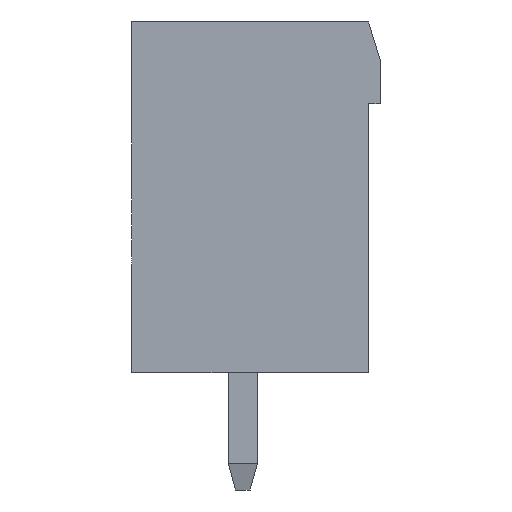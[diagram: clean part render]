
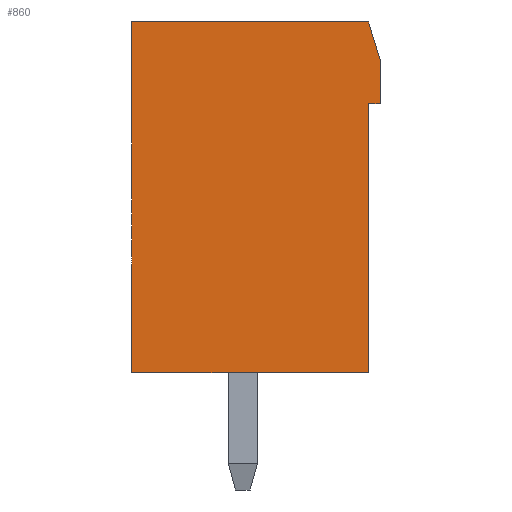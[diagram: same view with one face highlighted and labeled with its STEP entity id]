
A CAD part, left-side view. The second image highlights one B-rep face of the part: STEP entity #860.
In plain terms, the highlighted planar face has unit normal (-1, 0, 0).
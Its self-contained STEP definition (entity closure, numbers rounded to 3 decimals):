
#860 = ADVANCED_FACE( '', ( #2026 ), #2027, .T. );
#2026 = FACE_OUTER_BOUND( '', #3569, .T. );
#2027 = PLANE( '', #3570 );
#3569 = EDGE_LOOP( '', ( #5736, #5737, #5738, #5739, #5740, #5741, #5742 ) );
#3570 = AXIS2_PLACEMENT_3D( '', #5743, #5744, #5745 );
#5736 = ORIENTED_EDGE( '', *, *, #10142, .T. );
#5737 = ORIENTED_EDGE( '', *, *, #9673, .T. );
#5738 = ORIENTED_EDGE( '', *, *, #9779, .T. );
#5739 = ORIENTED_EDGE( '', *, *, #10143, .T. );
#5740 = ORIENTED_EDGE( '', *, *, #10144, .T. );
#5741 = ORIENTED_EDGE( '', *, *, #10145, .T. );
#5742 = ORIENTED_EDGE( '', *, *, #10146, .T. );
#5743 = CARTESIAN_POINT( '', ( -36.56, 0., 0. ) );
#5744 = DIRECTION( '', ( -1., 0., 0. ) );
#5745 = DIRECTION( '', ( 0., 0., 1. ) );
#9673 = EDGE_CURVE( '', #11665, #11663, #11666, .T. );
#9779 = EDGE_CURVE( '', #11663, #11853, #11854, .T. );
#10142 = EDGE_CURVE( '', #12489, #11665, #12490, .T. );
#10143 = EDGE_CURVE( '', #11853, #12491, #12492, .T. );
#10144 = EDGE_CURVE( '', #12491, #12493, #12494, .T. );
#10145 = EDGE_CURVE( '', #12493, #12495, #12496, .T. );
#10146 = EDGE_CURVE( '', #12495, #12489, #12497, .T. );
#11663 = VERTEX_POINT( '', #14561 );
#11665 = VERTEX_POINT( '', #14564 );
#11666 = LINE( '', #14565, #14566 );
#11853 = VERTEX_POINT( '', #14836 );
#11854 = LINE( '', #14837, #14838 );
#12489 = VERTEX_POINT( '', #15754 );
#12490 = LINE( '', #15755, #15756 );
#12491 = VERTEX_POINT( '', #15757 );
#12492 = LINE( '', #15758, #15759 );
#12493 = VERTEX_POINT( '', #15760 );
#12494 = LINE( '', #15761, #15762 );
#12495 = VERTEX_POINT( '', #15763 );
#12496 = LINE( '', #15764, #15765 );
#12497 = LINE( '', #15766, #15767 );
#14561 = CARTESIAN_POINT( '', ( -36.56, 4.05, 6. ) );
#14564 = CARTESIAN_POINT( '', ( -36.56, -4.05, 6. ) );
#14565 = CARTESIAN_POINT( '', ( -36.56, -4.05, 6. ) );
#14566 = VECTOR( '', #18445, 1000. );
#14836 = CARTESIAN_POINT( '', ( -36.56, 4.05, -6. ) );
#14837 = CARTESIAN_POINT( '', ( -36.56, 4.05, 6. ) );
#14838 = VECTOR( '', #18541, 1000. );
#15754 = CARTESIAN_POINT( '', ( -36.56, -4.45, 4.7 ) );
#15755 = CARTESIAN_POINT( '', ( -36.56, -4.45, 4.7 ) );
#15756 = VECTOR( '', #18895, 1000. );
#15757 = CARTESIAN_POINT( '', ( -36.56, -4.05, -6. ) );
#15758 = CARTESIAN_POINT( '', ( -36.56, 4.05, -6. ) );
#15759 = VECTOR( '', #18896, 1000. );
#15760 = CARTESIAN_POINT( '', ( -36.56, -4.05, 3.2 ) );
#15761 = CARTESIAN_POINT( '', ( -36.56, -4.05, -6. ) );
#15762 = VECTOR( '', #18897, 1000. );
#15763 = CARTESIAN_POINT( '', ( -36.56, -4.45, 3.2 ) );
#15764 = CARTESIAN_POINT( '', ( -36.56, -4.05, 3.2 ) );
#15765 = VECTOR( '', #18898, 1000. );
#15766 = CARTESIAN_POINT( '', ( -36.56, -4.45, 3.2 ) );
#15767 = VECTOR( '', #18899, 1000. );
#18445 = DIRECTION( '', ( 0., 1., 0. ) );
#18541 = DIRECTION( '', ( 0., 0., -1. ) );
#18895 = DIRECTION( '', ( 0., 0.294, 0.956 ) );
#18896 = DIRECTION( '', ( 0., -1., 0. ) );
#18897 = DIRECTION( '', ( 0., 0., 1. ) );
#18898 = DIRECTION( '', ( 0., -1., 0. ) );
#18899 = DIRECTION( '', ( 0., 0., 1. ) );
